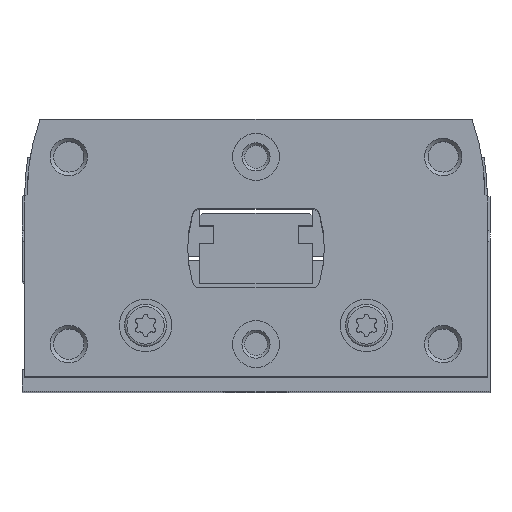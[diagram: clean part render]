
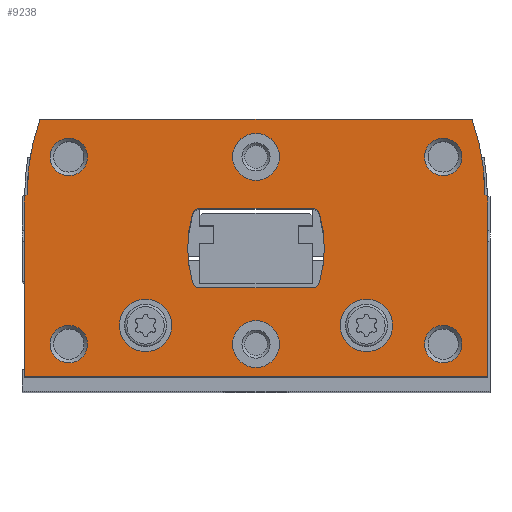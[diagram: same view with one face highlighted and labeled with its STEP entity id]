
A CAD part, top view. The second image highlights one B-rep face of the part: STEP entity #9238.
In plain terms, the highlighted planar face has unit normal (0, 0, 1).
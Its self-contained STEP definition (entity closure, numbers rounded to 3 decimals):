
#418=LINE('',#14331,#916);
#423=LINE('',#14341,#921);
#441=LINE('',#14387,#939);
#447=LINE('',#14399,#945);
#461=LINE('',#14472,#959);
#463=LINE('',#14475,#961);
#464=LINE('',#14507,#962);
#465=LINE('',#14527,#963);
#916=VECTOR('',#11798,1000.);
#921=VECTOR('',#11805,1000.);
#939=VECTOR('',#11841,1000.);
#945=VECTOR('',#11851,1000.);
#959=VECTOR('',#11907,1000.);
#961=VECTOR('',#11911,1000.);
#962=VECTOR('',#11944,1000.);
#963=VECTOR('',#11965,1000.);
#1221=PLANE('',#10043);
#2449=ORIENTED_EDGE('',*,*,#4049,.F.);
#2450=ORIENTED_EDGE('',*,*,#4050,.F.);
#2451=ORIENTED_EDGE('',*,*,#4051,.T.);
#2452=ORIENTED_EDGE('',*,*,#4052,.T.);
#2453=ORIENTED_EDGE('',*,*,#4053,.T.);
#2454=ORIENTED_EDGE('',*,*,#4054,.T.);
#2455=ORIENTED_EDGE('',*,*,#4055,.T.);
#2456=ORIENTED_EDGE('',*,*,#4056,.T.);
#2457=ORIENTED_EDGE('',*,*,#4012,.F.);
#2458=ORIENTED_EDGE('',*,*,#4030,.F.);
#2459=ORIENTED_EDGE('',*,*,#4025,.F.);
#2460=ORIENTED_EDGE('',*,*,#4021,.F.);
#2461=ORIENTED_EDGE('',*,*,#4057,.F.);
#2462=ORIENTED_EDGE('',*,*,#4058,.F.);
#2463=ORIENTED_EDGE('',*,*,#4059,.F.);
#2464=ORIENTED_EDGE('',*,*,#4015,.F.);
#2465=ORIENTED_EDGE('',*,*,#3998,.T.);
#2466=ORIENTED_EDGE('',*,*,#3992,.T.);
#2467=ORIENTED_EDGE('',*,*,#4032,.T.);
#2468=ORIENTED_EDGE('',*,*,#3963,.T.);
#2469=ORIENTED_EDGE('',*,*,#3968,.T.);
#2470=ORIENTED_EDGE('',*,*,#3972,.T.);
#2471=ORIENTED_EDGE('',*,*,#4048,.T.);
#2472=ORIENTED_EDGE('',*,*,#4004,.T.);
#3963=EDGE_CURVE('',#4872,#4871,#418,.T.);
#3968=EDGE_CURVE('',#4871,#4875,#423,.T.);
#3972=EDGE_CURVE('',#4875,#4877,#5456,.T.);
#3992=EDGE_CURVE('',#4892,#4894,#441,.T.);
#3998=EDGE_CURVE('',#4898,#4892,#447,.T.);
#4004=EDGE_CURVE('',#4903,#4898,#5462,.T.);
#4012=EDGE_CURVE('',#4908,#4909,#5466,.T.);
#4015=EDGE_CURVE('',#4909,#4910,#5467,.T.);
#4021=EDGE_CURVE('',#4914,#4915,#5470,.T.);
#4025=EDGE_CURVE('',#4915,#4918,#5472,.T.);
#4030=EDGE_CURVE('',#4918,#4908,#461,.T.);
#4032=EDGE_CURVE('',#4894,#4872,#463,.T.);
#4048=EDGE_CURVE('',#4877,#4903,#464,.T.);
#4049=EDGE_CURVE('',#4936,#4936,#5490,.T.);
#4050=EDGE_CURVE('',#4937,#4937,#5491,.T.);
#4051=EDGE_CURVE('',#4938,#4938,#5492,.T.);
#4052=EDGE_CURVE('',#4939,#4939,#5493,.T.);
#4053=EDGE_CURVE('',#4940,#4940,#5494,.T.);
#4054=EDGE_CURVE('',#4941,#4941,#5495,.T.);
#4055=EDGE_CURVE('',#4942,#4942,#5496,.T.);
#4056=EDGE_CURVE('',#4943,#4943,#5497,.T.);
#4057=EDGE_CURVE('',#4944,#4914,#5498,.T.);
#4058=EDGE_CURVE('',#4945,#4944,#465,.T.);
#4059=EDGE_CURVE('',#4910,#4945,#5499,.T.);
#4871=VERTEX_POINT('',#14330);
#4872=VERTEX_POINT('',#14332);
#4875=VERTEX_POINT('',#14340);
#4877=VERTEX_POINT('',#14347);
#4892=VERTEX_POINT('',#14381);
#4894=VERTEX_POINT('',#14386);
#4898=VERTEX_POINT('',#14397);
#4903=VERTEX_POINT('',#14412);
#4908=VERTEX_POINT('',#14428);
#4909=VERTEX_POINT('',#14430);
#4910=VERTEX_POINT('',#14438);
#4914=VERTEX_POINT('',#14451);
#4915=VERTEX_POINT('',#14453);
#4918=VERTEX_POINT('',#14464);
#4936=VERTEX_POINT('',#14510);
#4937=VERTEX_POINT('',#14512);
#4938=VERTEX_POINT('',#14514);
#4939=VERTEX_POINT('',#14516);
#4940=VERTEX_POINT('',#14518);
#4941=VERTEX_POINT('',#14520);
#4942=VERTEX_POINT('',#14522);
#4943=VERTEX_POINT('',#14524);
#4944=VERTEX_POINT('',#14526);
#4945=VERTEX_POINT('',#14528);
#5456=CIRCLE('',#9996,24.);
#5462=CIRCLE('',#10008,24.);
#5466=CIRCLE('',#10013,0.8);
#5467=CIRCLE('',#10015,13.);
#5470=CIRCLE('',#10019,13.);
#5472=CIRCLE('',#10022,0.8);
#5490=CIRCLE('',#10044,2.8);
#5491=CIRCLE('',#10045,2.8);
#5492=CIRCLE('',#10046,2.5);
#5493=CIRCLE('',#10047,2.5);
#5494=CIRCLE('',#10048,2.);
#5495=CIRCLE('',#10049,2.);
#5496=CIRCLE('',#10050,2.);
#5497=CIRCLE('',#10051,2.);
#5498=CIRCLE('',#10052,0.8);
#5499=CIRCLE('',#10053,0.8);
#6075=EDGE_LOOP('',(#2449));
#6076=EDGE_LOOP('',(#2450));
#6077=EDGE_LOOP('',(#2451));
#6078=EDGE_LOOP('',(#2452));
#6079=EDGE_LOOP('',(#2453));
#6080=EDGE_LOOP('',(#2454));
#6081=EDGE_LOOP('',(#2455));
#6082=EDGE_LOOP('',(#2456));
#6083=EDGE_LOOP('',(#2457,#2458,#2459,#2460,#2461,#2462,#2463,#2464));
#6084=EDGE_LOOP('',(#2465,#2466,#2467,#2468,#2469,#2470,#2471,#2472));
#6793=FACE_BOUND('',#6075,.T.);
#6794=FACE_BOUND('',#6076,.T.);
#6795=FACE_BOUND('',#6077,.T.);
#6796=FACE_BOUND('',#6078,.T.);
#6797=FACE_BOUND('',#6079,.T.);
#6798=FACE_BOUND('',#6080,.T.);
#6799=FACE_BOUND('',#6081,.T.);
#6800=FACE_BOUND('',#6082,.T.);
#6801=FACE_BOUND('',#6083,.T.);
#6802=FACE_BOUND('',#6084,.T.);
#9238=ADVANCED_FACE('',(#6793,#6794,#6795,#6796,#6797,#6798,#6799,#6800,
#6801,#6802),#1221,.T.);
#9996=AXIS2_PLACEMENT_3D('',#14348,#11812,#11813);
#10008=AXIS2_PLACEMENT_3D('',#14411,#11862,#11863);
#10013=AXIS2_PLACEMENT_3D('',#14429,#11875,#11876);
#10015=AXIS2_PLACEMENT_3D('',#14437,#11880,#11881);
#10019=AXIS2_PLACEMENT_3D('',#14452,#11890,#11891);
#10022=AXIS2_PLACEMENT_3D('',#14463,#11897,#11898);
#10043=AXIS2_PLACEMENT_3D('',#14508,#11945,#11946);
#10044=AXIS2_PLACEMENT_3D('',#14509,#11947,#11948);
#10045=AXIS2_PLACEMENT_3D('',#14511,#11949,#11950);
#10046=AXIS2_PLACEMENT_3D('',#14513,#11951,#11952);
#10047=AXIS2_PLACEMENT_3D('',#14515,#11953,#11954);
#10048=AXIS2_PLACEMENT_3D('',#14517,#11955,#11956);
#10049=AXIS2_PLACEMENT_3D('',#14519,#11957,#11958);
#10050=AXIS2_PLACEMENT_3D('',#14521,#11959,#11960);
#10051=AXIS2_PLACEMENT_3D('',#14523,#11961,#11962);
#10052=AXIS2_PLACEMENT_3D('',#14525,#11963,#11964);
#10053=AXIS2_PLACEMENT_3D('',#14529,#11966,#11967);
#11798=DIRECTION('',(0.,1.,0.));
#11805=DIRECTION('',(-0.866,0.5,0.));
#11812=DIRECTION('',(0.,0.,1.));
#11813=DIRECTION('',(1.,0.,0.));
#11841=DIRECTION('',(0.,-1.,0.));
#11851=DIRECTION('',(-0.866,-0.5,0.));
#11862=DIRECTION('',(0.,0.,1.));
#11863=DIRECTION('',(1.,0.,0.));
#11875=DIRECTION('',(0.,0.,1.));
#11876=DIRECTION('',(1.,0.,0.));
#11880=DIRECTION('',(0.,0.,1.));
#11881=DIRECTION('',(1.,0.,0.));
#11890=DIRECTION('',(0.,0.,1.));
#11891=DIRECTION('',(1.,0.,0.));
#11897=DIRECTION('',(0.,0.,1.));
#11898=DIRECTION('',(1.,0.,0.));
#11907=DIRECTION('',(-1.,0.,0.));
#11911=DIRECTION('',(1.,0.,0.));
#11944=DIRECTION('',(-1.,0.,0.));
#11945=DIRECTION('',(0.,0.,1.));
#11946=DIRECTION('',(1.,0.,0.));
#11947=DIRECTION('',(0.,0.,1.));
#11948=DIRECTION('',(1.,0.,0.));
#11949=DIRECTION('',(0.,0.,1.));
#11950=DIRECTION('',(1.,0.,0.));
#11951=DIRECTION('',(0.,0.,-1.));
#11952=DIRECTION('',(-1.,0.,0.));
#11953=DIRECTION('',(0.,0.,-1.));
#11954=DIRECTION('',(-1.,0.,0.));
#11955=DIRECTION('',(0.,0.,-1.));
#11956=DIRECTION('',(-1.,0.,0.));
#11957=DIRECTION('',(0.,0.,-1.));
#11958=DIRECTION('',(-1.,0.,0.));
#11959=DIRECTION('',(0.,0.,-1.));
#11960=DIRECTION('',(-1.,0.,0.));
#11961=DIRECTION('',(0.,0.,-1.));
#11962=DIRECTION('',(-1.,0.,0.));
#11963=DIRECTION('',(0.,0.,1.));
#11964=DIRECTION('',(1.,0.,0.));
#11965=DIRECTION('',(1.,0.,0.));
#11966=DIRECTION('',(0.,0.,1.));
#11967=DIRECTION('',(1.,0.,0.));
#14330=CARTESIAN_POINT('',(24.75,19.327,0.));
#14331=CARTESIAN_POINT('',(24.75,0.,0.));
#14332=CARTESIAN_POINT('',(24.75,0.,0.));
#14340=CARTESIAN_POINT('',(24.45,19.5,0.));
#14341=CARTESIAN_POINT('',(24.75,19.327,0.));
#14347=CARTESIAN_POINT('',(23.077,27.5,0.));
#14348=CARTESIAN_POINT('',(0.45,19.5,0.));
#14381=CARTESIAN_POINT('',(-24.75,19.327,0.));
#14386=CARTESIAN_POINT('',(-24.75,0.,0.));
#14387=CARTESIAN_POINT('',(-24.75,19.327,0.));
#14397=CARTESIAN_POINT('',(-24.45,19.5,0.));
#14399=CARTESIAN_POINT('',(-24.45,19.5,0.));
#14411=CARTESIAN_POINT('',(-0.45,19.5,0.));
#14412=CARTESIAN_POINT('',(-23.077,27.5,0.));
#14428=CARTESIAN_POINT('',(-6.002,18.,0.));
#14429=CARTESIAN_POINT('',(-6.002,17.2,0.));
#14430=CARTESIAN_POINT('',(-6.769,17.426,0.));
#14437=CARTESIAN_POINT('',(5.7,13.75,0.));
#14438=CARTESIAN_POINT('',(-6.769,10.074,0.));
#14451=CARTESIAN_POINT('',(6.769,10.074,0.));
#14452=CARTESIAN_POINT('',(-5.7,13.75,0.));
#14453=CARTESIAN_POINT('',(6.769,17.426,0.));
#14463=CARTESIAN_POINT('',(6.002,17.2,0.));
#14464=CARTESIAN_POINT('',(6.002,18.,0.));
#14472=CARTESIAN_POINT('',(6.002,18.,0.));
#14475=CARTESIAN_POINT('',(-24.75,0.,0.));
#14507=CARTESIAN_POINT('',(23.077,27.5,0.));
#14508=CARTESIAN_POINT('',(0.45,19.5,0.));
#14509=CARTESIAN_POINT('',(-11.8,5.5,0.));
#14510=CARTESIAN_POINT('',(-9.,5.5,0.));
#14511=CARTESIAN_POINT('',(11.8,5.5,0.));
#14512=CARTESIAN_POINT('',(14.6,5.5,0.));
#14513=CARTESIAN_POINT('',(0.,3.5,0.));
#14514=CARTESIAN_POINT('',(-2.5,3.5,0.));
#14515=CARTESIAN_POINT('',(0.,23.5,0.));
#14516=CARTESIAN_POINT('',(-2.5,23.5,0.));
#14517=CARTESIAN_POINT('',(20.,3.5,0.));
#14518=CARTESIAN_POINT('',(18.,3.5,0.));
#14519=CARTESIAN_POINT('',(-20.,3.5,0.));
#14520=CARTESIAN_POINT('',(-22.,3.5,0.));
#14521=CARTESIAN_POINT('',(-20.,23.5,0.));
#14522=CARTESIAN_POINT('',(-22.,23.5,0.));
#14523=CARTESIAN_POINT('',(20.,23.5,0.));
#14524=CARTESIAN_POINT('',(18.,23.5,0.));
#14525=CARTESIAN_POINT('',(6.002,10.3,0.));
#14526=CARTESIAN_POINT('',(6.002,9.5,0.));
#14527=CARTESIAN_POINT('',(-6.002,9.5,0.));
#14528=CARTESIAN_POINT('',(-6.002,9.5,0.));
#14529=CARTESIAN_POINT('',(-6.002,10.3,0.));
